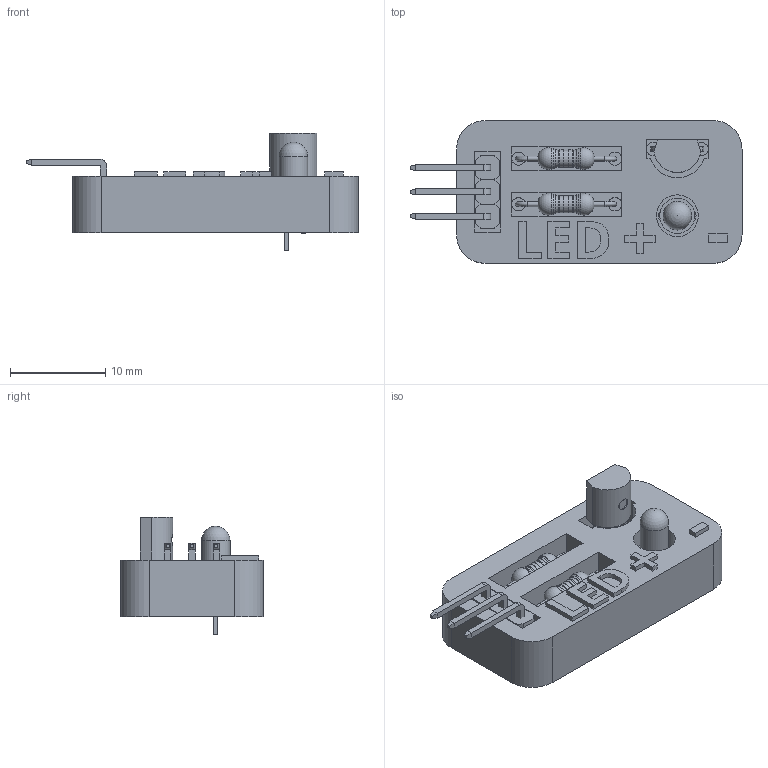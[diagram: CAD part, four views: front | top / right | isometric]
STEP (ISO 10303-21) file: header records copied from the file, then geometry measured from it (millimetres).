
FILE_DESCRIPTION(('FreeCAD Model'),'2;1');
FILE_NAME('pcb-alhambra-led.step' ,'2016-10-19T18:54:52',('Author'),(''), 'Open CASCADE STEP processor 6.8','FreeCAD','Unknown');
FILE_SCHEMA(('AUTOMOTIVE_DESIGN_CC2 { 1 2 10303 214 -1 1 5 4 }'));
Length unit declared in the file: millimetre
Products named in the file (21): ASSEMBLY; PCB-rounded-edges; pin-array001; support-array001; Head001; Pins001; led_head; led-neg-pin; led-pos-pin; Clone_of_res-body; Clone_of_ring-1; Clone_of_res-body001; Clone_of_ring-005; Clone_of_ring-3; Clone_of_Sweep; Clone_of_ring-4; Clone_of_ring-2; Clone_of_ring-006; Clone_of_ring-007; Clone_of_ring-008; Clone_of_Sweep001
Assembly tree (20 placements, depth 2):
  ASSEMBLY
    PCB-rounded-edges
    pin-array001
    support-array001
    Head001
    Pins001
    led_head
    led-neg-pin
    led-pos-pin
    Clone_of_res-body
    Clone_of_ring-1
    Clone_of_res-body001
    Clone_of_ring-005
    Clone_of_ring-3
    Clone_of_Sweep
    Clone_of_ring-4
    Clone_of_ring-2
    Clone_of_ring-006
    Clone_of_ring-007
    Clone_of_ring-008
    Clone_of_Sweep001
Bounding box: 34.9 x 15 x 12.34 mm (x, y, z)
Volume: 2108 mm3; surface area: 2700.6 mm2
Topology: 26 solids, 26 shells, 384 faces, 908 edges, 575 vertices
Faces by surface type: plane 265, cylinder 46, bspline 24, revolution 16, cone 16, extrusion 12, sphere 5
Full cylindrical faces by diameter (mm): 1.25 x1, 1.4 x12, 1.733 x4, 1.8 x2, 1.833 x4, 3 x1, 3.686 x1, 4.4 x1
Entity records: 23800 total; most frequent: CARTESIAN_POINT 5036, DIRECTION 3298, VECTOR 2235, LINE 2223, ORIENTED_EDGE 1802, PCURVE 1802, DEFINITIONAL_REPRESENTATION 1802, EDGE_CURVE 901
